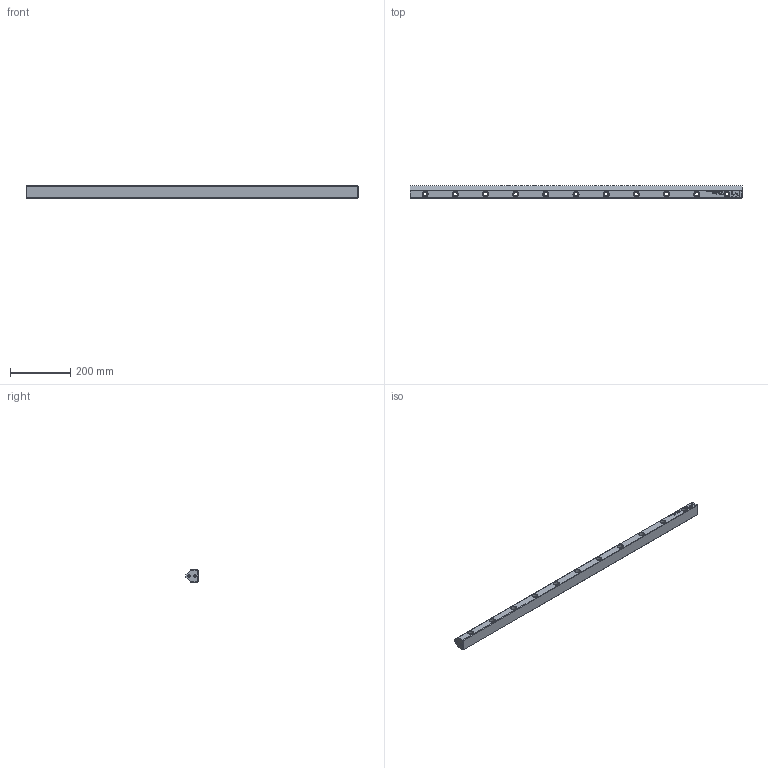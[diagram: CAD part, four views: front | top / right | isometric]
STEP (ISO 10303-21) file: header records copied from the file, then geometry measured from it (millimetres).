
FILE_DESCRIPTION(/* description */ (''),/* implementation_level */ '2;1');
FILE_NAME(/* name */ 'Rail V-7040x1100.stp',/* time_stamp */ '2025-02-13T09:34:23+01:00',/* author */ (''),/* organization */ (''),/* preprocessor_version */ 'ST-DEVELOPER v16.7',/* originating_system */ 'SIEMENS PLM Software NX 12.0',/* authorisation */ '');
FILE_SCHEMA (('AUTOMOTIVE_DESIGN { 1 0 10303 214 3 1 1 1 }'));
Length unit declared in the file: millimetre
Products named in the file (1): Rail V-7040x1100_step_stp
Bounding box: 1100 x 40 x 40 mm (x, y, z)
Volume: 1402888 mm3; surface area: 173559.8 mm2
Topology: 1 solids, 1 shells, 376 faces, 967 edges, 637 vertices
Faces by surface type: plane 230, bspline 90, cone 30, cylinder 26
Full cylindrical faces by diameter (mm): 5.25 x4, 12.5 x11, 18.5 x11
Entity records: 13446 total; most frequent: CARTESIAN_POINT 3133, ORIENTED_EDGE 1784, DIRECTION 1364, EDGE_CURVE 892, LINE 634, VECTOR 634, VERTEX_POINT 622, EDGE_LOOP 498
